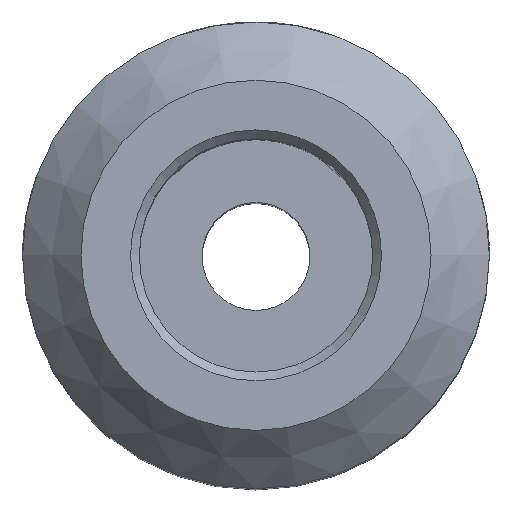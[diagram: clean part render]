
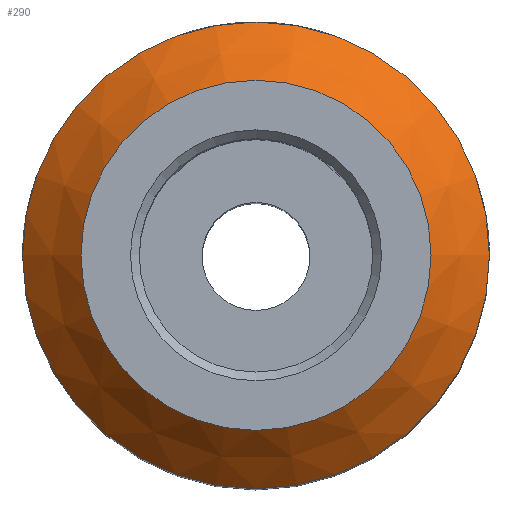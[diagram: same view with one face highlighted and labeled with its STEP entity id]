
A CAD part, top view. The second image highlights one B-rep face of the part: STEP entity #290.
In plain terms, the highlighted conical face has half-angle 45 degrees and reference radius 6 mm.
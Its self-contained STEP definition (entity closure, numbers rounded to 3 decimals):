
#3 = VERTEX_POINT ( 'NONE', #183 ) ;
#9 = DIRECTION ( 'NONE',  ( 1., 0., 0. ) ) ;
#55 = CARTESIAN_POINT ( 'NONE',  ( 0., 0., 58. ) ) ;
#181 = DIRECTION ( 'NONE',  ( 0., 0., 1. ) ) ;
#183 = CARTESIAN_POINT ( 'NONE',  ( 8., 0., 58. ) ) ;
#242 = AXIS2_PLACEMENT_3D ( 'NONE', #1175, #181, #534 ) ;
#249 = EDGE_CURVE ( 'NONE', #431, #431, #775, .T. ) ;
#271 = DIRECTION ( 'NONE',  ( 0., 0., -1. ) ) ;
#290 = ADVANCED_FACE ( 'NONE', ( #443, #743 ), #755, .T. ) ;
#431 = VERTEX_POINT ( 'NONE', #1068 ) ;
#443 = FACE_OUTER_BOUND ( 'NONE', #571, .T. ) ;
#472 = ORIENTED_EDGE ( 'NONE', *, *, #249, .F. ) ;
#534 = DIRECTION ( 'NONE',  ( 1., 0., 0. ) ) ;
#548 = CARTESIAN_POINT ( 'NONE',  ( 0., 0., 60. ) ) ;
#554 = AXIS2_PLACEMENT_3D ( 'NONE', #548, #993, #719 ) ;
#571 = EDGE_LOOP ( 'NONE', ( #657 ) ) ;
#657 = ORIENTED_EDGE ( 'NONE', *, *, #1062, .F. ) ;
#664 = EDGE_LOOP ( 'NONE', ( #472 ) ) ;
#677 = CIRCLE ( 'NONE', #1020, 8. ) ;
#719 = DIRECTION ( 'NONE',  ( -1., 0., 0. ) ) ;
#743 = FACE_BOUND ( 'NONE', #664, .T. ) ;
#755 = CONICAL_SURFACE ( 'NONE', #554, 6., 0.785 ) ;
#775 = CIRCLE ( 'NONE', #242, 6. ) ;
#993 = DIRECTION ( 'NONE',  ( 0., 0., -1. ) ) ;
#1020 = AXIS2_PLACEMENT_3D ( 'NONE', #55, #271, #9 ) ;
#1062 = EDGE_CURVE ( 'NONE', #3, #3, #677, .T. ) ;
#1068 = CARTESIAN_POINT ( 'NONE',  ( 6., 0., 60. ) ) ;
#1175 = CARTESIAN_POINT ( 'NONE',  ( 0., 0., 60. ) ) ;
